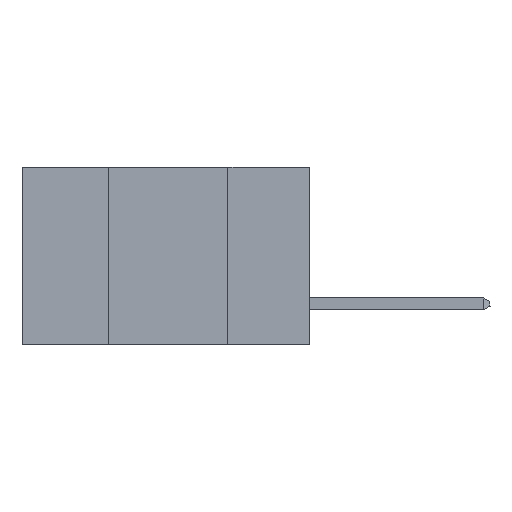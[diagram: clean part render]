
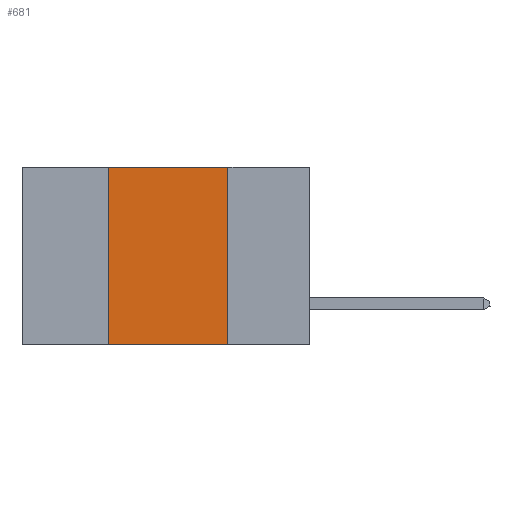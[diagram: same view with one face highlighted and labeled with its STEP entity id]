
A CAD part, left-side view. The second image highlights one B-rep face of the part: STEP entity #681.
In plain terms, the highlighted planar face has unit normal (-1, 0, 0).
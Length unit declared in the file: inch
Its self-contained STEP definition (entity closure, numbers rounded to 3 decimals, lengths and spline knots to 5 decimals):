
#681 = ADVANCED_FACE ( 'NONE', ( #19262 ), #4490, .F. ) ;
#1496 = EDGE_CURVE ( 'NONE', #19690, #11553, #23410, .T. ) ;
#1934 = EDGE_CURVE ( 'NONE', #11553, #10493, #11695, .T. ) ;
#2875 = ORIENTED_EDGE ( 'NONE', *, *, #19502, .F. ) ;
#3304 = CARTESIAN_POINT ( 'NONE',  ( 0., 0.42, -0.37 ) ) ;
#3597 = CARTESIAN_POINT ( 'NONE',  ( 0., 0.17, 0. ) ) ;
#3860 = VECTOR ( 'NONE', #12428, 39.37008 ) ;
#4490 = PLANE ( 'NONE',  #7305 ) ;
#5368 = DIRECTION ( 'NONE',  ( 0., -1., 0. ) ) ;
#7305 = AXIS2_PLACEMENT_3D ( 'NONE', #10326, #12249, #23848 ) ;
#9630 = VECTOR ( 'NONE', #23591, 39.37008 ) ;
#10326 = CARTESIAN_POINT ( 'NONE',  ( 0., 0.6, 0. ) ) ;
#10493 = VERTEX_POINT ( 'NONE', #3597 ) ;
#10608 = CARTESIAN_POINT ( 'NONE',  ( 0., 0.6, 0. ) ) ;
#11553 = VERTEX_POINT ( 'NONE', #15996 ) ;
#11626 = ORIENTED_EDGE ( 'NONE', *, *, #1496, .F. ) ;
#11695 = LINE ( 'NONE', #10608, #21087 ) ;
#11772 = ORIENTED_EDGE ( 'NONE', *, *, #14707, .T. ) ;
#12249 = DIRECTION ( 'NONE',  ( 1., 0., 0. ) ) ;
#12428 = DIRECTION ( 'NONE',  ( 0., 0., 1. ) ) ;
#13262 = CARTESIAN_POINT ( 'NONE',  ( 0., 0.6, -0.37 ) ) ;
#13851 = ORIENTED_EDGE ( 'NONE', *, *, #1934, .F. ) ;
#14707 = EDGE_CURVE ( 'NONE', #19690, #21453, #23751, .T. ) ;
#15892 = CARTESIAN_POINT ( 'NONE',  ( 0., 0.17, 0. ) ) ;
#15996 = CARTESIAN_POINT ( 'NONE',  ( 0., 0.42, 0. ) ) ;
#16561 = VECTOR ( 'NONE', #20832, 39.37008 ) ;
#19262 = FACE_OUTER_BOUND ( 'NONE', #21607, .T. ) ;
#19502 = EDGE_CURVE ( 'NONE', #10493, #21453, #23758, .T. ) ;
#19690 = VERTEX_POINT ( 'NONE', #3304 ) ;
#20832 = DIRECTION ( 'NONE',  ( 0., -1., 0. ) ) ;
#21087 = VECTOR ( 'NONE', #5368, 39.37008 ) ;
#21453 = VERTEX_POINT ( 'NONE', #23916 ) ;
#21607 = EDGE_LOOP ( 'NONE', ( #2875, #13851, #11626, #11772 ) ) ;
#23410 = LINE ( 'NONE', #23688, #3860 ) ;
#23591 = DIRECTION ( 'NONE',  ( 0., 0., -1. ) ) ;
#23688 = CARTESIAN_POINT ( 'NONE',  ( 0., 0.42, 0. ) ) ;
#23751 = LINE ( 'NONE', #13262, #16561 ) ;
#23758 = LINE ( 'NONE', #15892, #9630 ) ;
#23848 = DIRECTION ( 'NONE',  ( 0., 0., -1. ) ) ;
#23916 = CARTESIAN_POINT ( 'NONE',  ( 0., 0.17, -0.37 ) ) ;
